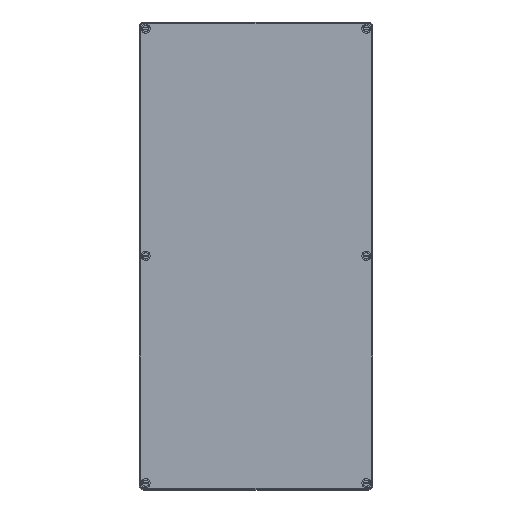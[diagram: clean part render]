
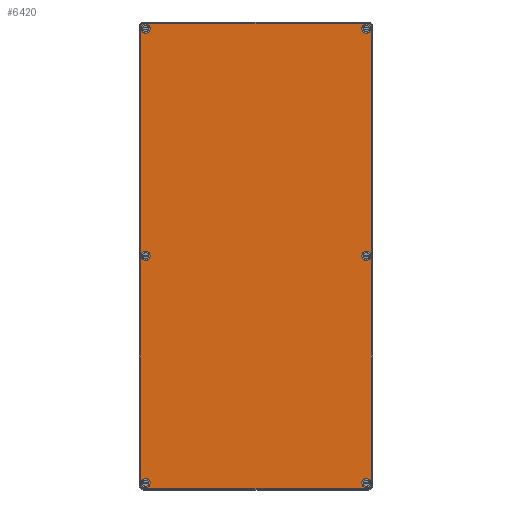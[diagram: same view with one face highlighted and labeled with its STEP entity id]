
A CAD part, top view. The second image highlights one B-rep face of the part: STEP entity #6420.
In plain terms, the highlighted planar face has unit normal (0, 0, 1).
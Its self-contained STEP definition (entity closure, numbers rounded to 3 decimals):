
#6420 = ADVANCED_FACE( '', ( #14369, #14370, #14371, #14372, #14373, #14374, #14375 ), #14376, .T. );
#14369 = FACE_BOUND( '', #23747, .T. );
#14370 = FACE_BOUND( '', #23748, .T. );
#14371 = FACE_BOUND( '', #23749, .T. );
#14372 = FACE_BOUND( '', #23750, .T. );
#14373 = FACE_BOUND( '', #23751, .T. );
#14374 = FACE_BOUND( '', #23752, .T. );
#14375 = FACE_OUTER_BOUND( '', #23753, .T. );
#14376 = PLANE( '', #23754 );
#23747 = EDGE_LOOP( '', ( #42666 ) );
#23748 = EDGE_LOOP( '', ( #42667 ) );
#23749 = EDGE_LOOP( '', ( #42668 ) );
#23750 = EDGE_LOOP( '', ( #42669 ) );
#23751 = EDGE_LOOP( '', ( #42670 ) );
#23752 = EDGE_LOOP( '', ( #42671 ) );
#23753 = EDGE_LOOP( '', ( #42672, #42673, #42674, #42675, #42676, #42677, #42678, #42679 ) );
#23754 = AXIS2_PLACEMENT_3D( '', #42680, #42681, #42682 );
#42666 = ORIENTED_EDGE( '', *, *, #60871, .F. );
#42667 = ORIENTED_EDGE( '', *, *, #59367, .F. );
#42668 = ORIENTED_EDGE( '', *, *, #59556, .F. );
#42669 = ORIENTED_EDGE( '', *, *, #55035, .F. );
#42670 = ORIENTED_EDGE( '', *, *, #60682, .F. );
#42671 = ORIENTED_EDGE( '', *, *, #60872, .F. );
#42672 = ORIENTED_EDGE( '', *, *, #60873, .T. );
#42673 = ORIENTED_EDGE( '', *, *, #60355, .T. );
#42674 = ORIENTED_EDGE( '', *, *, #55710, .T. );
#42675 = ORIENTED_EDGE( '', *, *, #59797, .T. );
#42676 = ORIENTED_EDGE( '', *, *, #60874, .F. );
#42677 = ORIENTED_EDGE( '', *, *, #58108, .F. );
#42678 = ORIENTED_EDGE( '', *, *, #59835, .F. );
#42679 = ORIENTED_EDGE( '', *, *, #59377, .F. );
#42680 = CARTESIAN_POINT( '', ( 0., 0., 38. ) );
#42681 = DIRECTION( '', ( 0., 0., 1. ) );
#42682 = DIRECTION( '', ( 1., 0., 0. ) );
#55035 = EDGE_CURVE( '', #66276, #66276, #66277, .T. );
#55710 = EDGE_CURVE( '', #67439, #67440, #67441, .F. );
#58108 = EDGE_CURVE( '', #71313, #71315, #71316, .T. );
#59367 = EDGE_CURVE( '', #73213, #73213, #73214, .T. );
#59377 = EDGE_CURVE( '', #73224, #73226, #73227, .T. );
#59556 = EDGE_CURVE( '', #73480, #73480, #73481, .T. );
#59797 = EDGE_CURVE( '', #67440, #73820, #73822, .T. );
#59835 = EDGE_CURVE( '', #73226, #71313, #73871, .F. );
#60355 = EDGE_CURVE( '', #74588, #67439, #74590, .T. );
#60682 = EDGE_CURVE( '', #75010, #75010, #75011, .T. );
#60871 = EDGE_CURVE( '', #75250, #75250, #75251, .T. );
#60872 = EDGE_CURVE( '', #75252, #75252, #75253, .T. );
#60873 = EDGE_CURVE( '', #73224, #74588, #75254, .T. );
#60874 = EDGE_CURVE( '', #71315, #73820, #75255, .T. );
#66276 = VERTEX_POINT( '', #82099 );
#66277 = CIRCLE( '', #82100, 5.9 );
#67439 = VERTEX_POINT( '', #83665 );
#67440 = VERTEX_POINT( '', #83666 );
#67441 = LINE( '', #83667, #83668 );
#71313 = VERTEX_POINT( '', #89070 );
#71315 = VERTEX_POINT( '', #89072 );
#71316 = CIRCLE( '', #89073, 4.031 );
#73213 = VERTEX_POINT( '', #91716 );
#73214 = CIRCLE( '', #91717, 5.9 );
#73224 = VERTEX_POINT( '', #91731 );
#73226 = VERTEX_POINT( '', #91733 );
#73227 = CIRCLE( '', #91734, 4.031 );
#73480 = VERTEX_POINT( '', #92095 );
#73481 = CIRCLE( '', #92096, 5.9 );
#73820 = VERTEX_POINT( '', #92583 );
#73822 = CIRCLE( '', #92585, 4.031 );
#73871 = LINE( '', #92647, #92648 );
#74588 = VERTEX_POINT( '', #93666 );
#74590 = CIRCLE( '', #93668, 4.031 );
#75010 = VERTEX_POINT( '', #94249 );
#75011 = CIRCLE( '', #94250, 5.9 );
#75250 = VERTEX_POINT( '', #94600 );
#75251 = CIRCLE( '', #94601, 5.9 );
#75252 = VERTEX_POINT( '', #94602 );
#75253 = CIRCLE( '', #94603, 5.9 );
#75254 = LINE( '', #94604, #94605 );
#75255 = LINE( '', #94606, #94607 );
#82099 = CARTESIAN_POINT( '', ( 147.4, -291.5, 38. ) );
#82100 = AXIS2_PLACEMENT_3D( '', #100473, #100474, #100475 );
#83665 = CARTESIAN_POINT( '', ( -144., -298.031, 38. ) );
#83666 = CARTESIAN_POINT( '', ( 144., -298.031, 38. ) );
#83667 = CARTESIAN_POINT( '', ( 150., -298.031, 38. ) );
#83668 = VECTOR( '', #101389, 1000. );
#89070 = CARTESIAN_POINT( '', ( 144., 298.031, 38. ) );
#89072 = CARTESIAN_POINT( '', ( 148.031, 294., 38. ) );
#89073 = AXIS2_PLACEMENT_3D( '', #104279, #104280, #104281 );
#91716 = CARTESIAN_POINT( '', ( 147.4, 0., 38. ) );
#91717 = AXIS2_PLACEMENT_3D( '', #105802, #105803, #105804 );
#91731 = CARTESIAN_POINT( '', ( -148.031, 294., 38. ) );
#91733 = CARTESIAN_POINT( '', ( -144., 298.031, 38. ) );
#91734 = AXIS2_PLACEMENT_3D( '', #105812, #105813, #105814 );
#92095 = CARTESIAN_POINT( '', ( -135.6, -291.5, 38. ) );
#92096 = AXIS2_PLACEMENT_3D( '', #105989, #105990, #105991 );
#92583 = CARTESIAN_POINT( '', ( 148.031, -294., 38. ) );
#92585 = AXIS2_PLACEMENT_3D( '', #106239, #106240, #106241 );
#92647 = CARTESIAN_POINT( '', ( 150., 298.031, 38. ) );
#92648 = VECTOR( '', #106285, 1000. );
#93666 = CARTESIAN_POINT( '', ( -148.031, -294., 38. ) );
#93668 = AXIS2_PLACEMENT_3D( '', #106869, #106870, #106871 );
#94249 = CARTESIAN_POINT( '', ( -135.6, 291.5, 38. ) );
#94250 = AXIS2_PLACEMENT_3D( '', #107207, #107208, #107209 );
#94600 = CARTESIAN_POINT( '', ( -135.6, 0., 38. ) );
#94601 = AXIS2_PLACEMENT_3D( '', #107354, #107355, #107356 );
#94602 = CARTESIAN_POINT( '', ( 147.4, 291.5, 38. ) );
#94603 = AXIS2_PLACEMENT_3D( '', #107357, #107358, #107359 );
#94604 = CARTESIAN_POINT( '', ( -148.031, 300., 38. ) );
#94605 = VECTOR( '', #107360, 1000. );
#94606 = CARTESIAN_POINT( '', ( 148.031, 300., 38. ) );
#94607 = VECTOR( '', #107361, 1000. );
#100473 = CARTESIAN_POINT( '', ( 141.5, -291.5, 38. ) );
#100474 = DIRECTION( '', ( 0., 0., 1. ) );
#100475 = DIRECTION( '', ( 1., 0., 0. ) );
#101389 = DIRECTION( '', ( -1., 0., 0. ) );
#104279 = CARTESIAN_POINT( '', ( 144., 294., 38. ) );
#104280 = DIRECTION( '', ( 0., 0., -1. ) );
#104281 = DIRECTION( '', ( -1., 0., 0. ) );
#105802 = CARTESIAN_POINT( '', ( 141.5, 0., 38. ) );
#105803 = DIRECTION( '', ( 0., 0., 1. ) );
#105804 = DIRECTION( '', ( 1., 0., 0. ) );
#105812 = CARTESIAN_POINT( '', ( -144., 294., 38. ) );
#105813 = DIRECTION( '', ( 0., 0., -1. ) );
#105814 = DIRECTION( '', ( -1., 0., 0. ) );
#105989 = CARTESIAN_POINT( '', ( -141.5, -291.5, 38. ) );
#105990 = DIRECTION( '', ( 0., 0., 1. ) );
#105991 = DIRECTION( '', ( 1., 0., 0. ) );
#106239 = CARTESIAN_POINT( '', ( 144., -294., 38. ) );
#106240 = DIRECTION( '', ( 0., 0., 1. ) );
#106241 = DIRECTION( '', ( 1., 0., 0. ) );
#106285 = DIRECTION( '', ( -1., 0., 0. ) );
#106869 = CARTESIAN_POINT( '', ( -144., -294., 38. ) );
#106870 = DIRECTION( '', ( 0., 0., 1. ) );
#106871 = DIRECTION( '', ( 1., 0., 0. ) );
#107207 = CARTESIAN_POINT( '', ( -141.5, 291.5, 38. ) );
#107208 = DIRECTION( '', ( 0., 0., 1. ) );
#107209 = DIRECTION( '', ( 1., 0., 0. ) );
#107354 = CARTESIAN_POINT( '', ( -141.5, 0., 38. ) );
#107355 = DIRECTION( '', ( 0., 0., 1. ) );
#107356 = DIRECTION( '', ( 1., 0., 0. ) );
#107357 = CARTESIAN_POINT( '', ( 141.5, 291.5, 38. ) );
#107358 = DIRECTION( '', ( 0., 0., 1. ) );
#107359 = DIRECTION( '', ( 1., 0., 0. ) );
#107360 = DIRECTION( '', ( 0., -1., 0. ) );
#107361 = DIRECTION( '', ( 0., -1., 0. ) );
